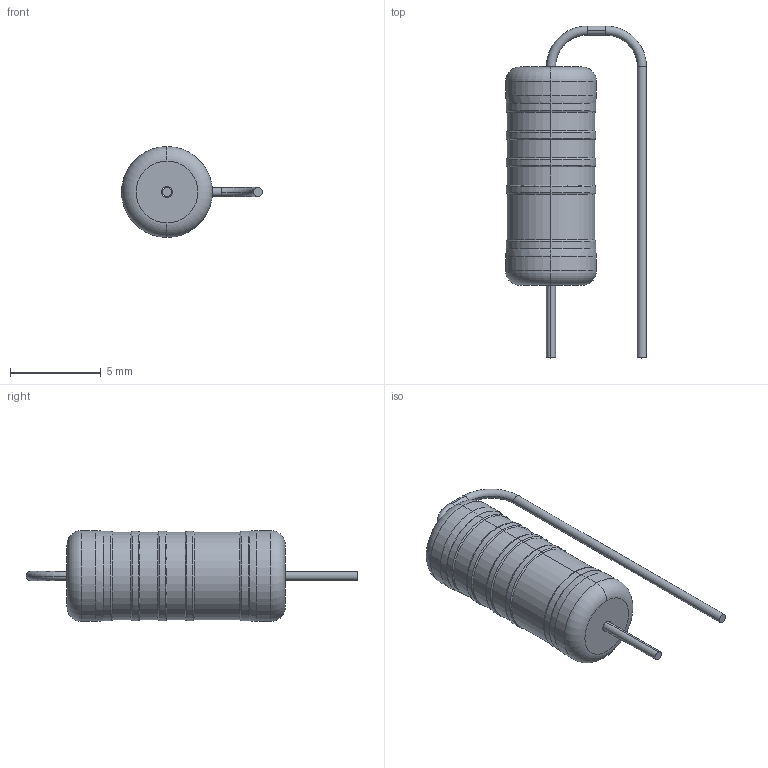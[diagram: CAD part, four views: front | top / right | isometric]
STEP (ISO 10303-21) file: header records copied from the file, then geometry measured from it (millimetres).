
FILE_DESCRIPTION (( 'STEP AP214' ), '1' );
FILE_NAME ('Res_Radial_5mmP.STEP', '2019-09-12T07:47:08', ( '' ), ( '' ), 'SwSTEP 2.0', 'SolidWorks 2019', '' );
FILE_SCHEMA (( 'AUTOMOTIVE_DESIGN' ));
Length unit declared in the file: millimetre
Products named in the file (3): Res_Radial_5mmP; Part2_Res_12mm_Shell; Part1_Radial
Assembly tree (2 placements, depth 2):
  Res_Radial_5mmP
    Part2_Res_12mm_Shell
    Part1_Radial
Bounding box: 7.75 x 18.25 x 5 mm (x, y, z)
Volume: 225.1 mm3; surface area: 298.5 mm2
Topology: 2 solids, 2 shells, 66 faces, 136 edges, 74 vertices
Faces by surface type: torus 32, cylinder 30, plane 4
Entity records: 2432 total; most frequent: DIRECTION 384, CARTESIAN_POINT 281, ORIENTED_EDGE 272, AXIS2_PLACEMENT_3D 177, EDGE_CURVE 136, CIRCLE 106, VERTEX_POINT 74, EDGE_LOOP 68
